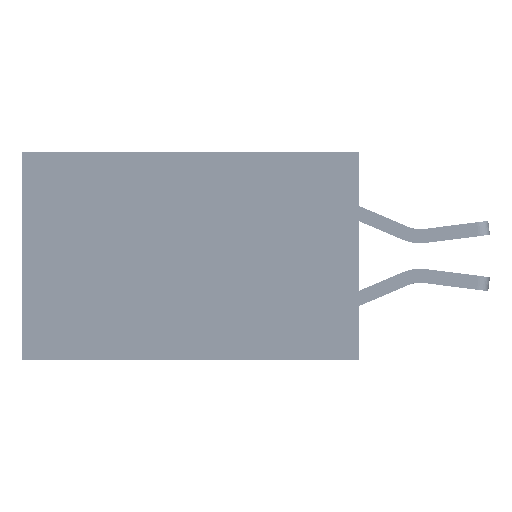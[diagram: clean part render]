
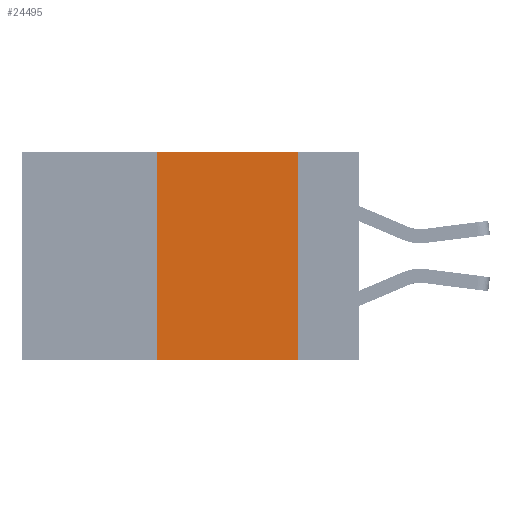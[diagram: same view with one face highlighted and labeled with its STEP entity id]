
A CAD part, left-side view. The second image highlights one B-rep face of the part: STEP entity #24495.
In plain terms, the highlighted planar face has unit normal (-1, 0, 0).
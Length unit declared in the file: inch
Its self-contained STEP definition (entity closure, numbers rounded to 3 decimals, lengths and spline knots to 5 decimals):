
#231 = VECTOR ( 'NONE', #38568, 39.37008 ) ;
#2412 = EDGE_LOOP ( 'NONE', ( #15200, #40102, #2660, #40330 ) ) ;
#2660 = ORIENTED_EDGE ( 'NONE', *, *, #8624, .F. ) ;
#3844 = VERTEX_POINT ( 'NONE', #14966 ) ;
#5882 = LINE ( 'NONE', #14953, #23517 ) ;
#5912 = PLANE ( 'NONE',  #48504 ) ;
#8008 = CARTESIAN_POINT ( 'NONE',  ( 0., 0.36, -0.37 ) ) ;
#8624 = EDGE_CURVE ( 'NONE', #34898, #3844, #23623, .T. ) ;
#11306 = CARTESIAN_POINT ( 'NONE',  ( 0., 0.36, 0. ) ) ;
#13938 = DIRECTION ( 'NONE',  ( 0., 0., -1. ) ) ;
#14953 = CARTESIAN_POINT ( 'NONE',  ( 0., 0.6, -0.37 ) ) ;
#14966 = CARTESIAN_POINT ( 'NONE',  ( 0., 0.36, 0. ) ) ;
#15200 = ORIENTED_EDGE ( 'NONE', *, *, #29727, .F. ) ;
#17974 = VERTEX_POINT ( 'NONE', #44267 ) ;
#18910 = VECTOR ( 'NONE', #33975, 39.37008 ) ;
#23517 = VECTOR ( 'NONE', #45579, 39.37008 ) ;
#23623 = LINE ( 'NONE', #11306, #18910 ) ;
#24495 = ADVANCED_FACE ( 'NONE', ( #39417 ), #5912, .F. ) ;
#24937 = VECTOR ( 'NONE', #31157, 39.37008 ) ;
#29727 = EDGE_CURVE ( 'NONE', #41619, #17974, #39283, .T. ) ;
#31157 = DIRECTION ( 'NONE',  ( 0., 0., -1. ) ) ;
#32170 = EDGE_CURVE ( 'NONE', #34898, #17974, #5882, .T. ) ;
#32342 = CARTESIAN_POINT ( 'NONE',  ( 0., 0.6, 0. ) ) ;
#32499 = DIRECTION ( 'NONE',  ( 1., 0., 0. ) ) ;
#33975 = DIRECTION ( 'NONE',  ( 0., 0., 1. ) ) ;
#34764 = CARTESIAN_POINT ( 'NONE',  ( 0., 0.6, 0. ) ) ;
#34898 = VERTEX_POINT ( 'NONE', #8008 ) ;
#38568 = DIRECTION ( 'NONE',  ( 0., -1., 0. ) ) ;
#39283 = LINE ( 'NONE', #47046, #24937 ) ;
#39417 = FACE_OUTER_BOUND ( 'NONE', #2412, .T. ) ;
#40102 = ORIENTED_EDGE ( 'NONE', *, *, #44001, .F. ) ;
#40330 = ORIENTED_EDGE ( 'NONE', *, *, #32170, .T. ) ;
#41619 = VERTEX_POINT ( 'NONE', #42354 ) ;
#42354 = CARTESIAN_POINT ( 'NONE',  ( 0., 0.11, 0. ) ) ;
#44001 = EDGE_CURVE ( 'NONE', #3844, #41619, #44620, .T. ) ;
#44267 = CARTESIAN_POINT ( 'NONE',  ( 0., 0.11, -0.37 ) ) ;
#44620 = LINE ( 'NONE', #34764, #231 ) ;
#45579 = DIRECTION ( 'NONE',  ( 0., -1., 0. ) ) ;
#47046 = CARTESIAN_POINT ( 'NONE',  ( 0., 0.11, 0. ) ) ;
#48504 = AXIS2_PLACEMENT_3D ( 'NONE', #32342, #32499, #13938 ) ;
